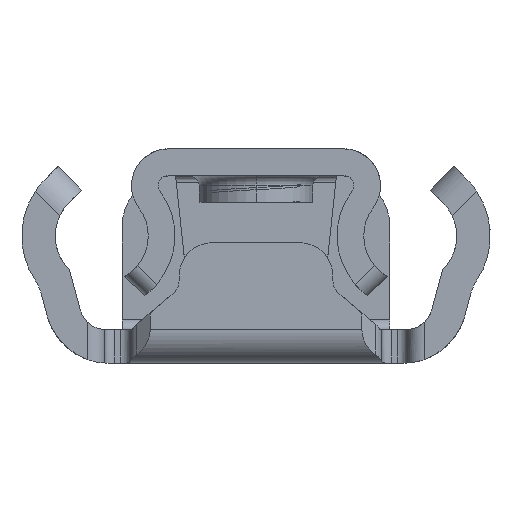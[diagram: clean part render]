
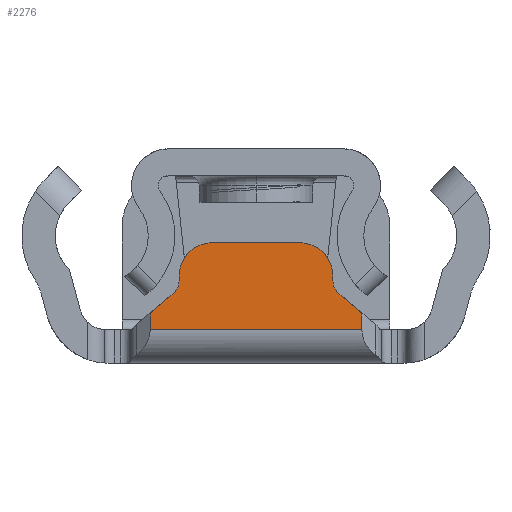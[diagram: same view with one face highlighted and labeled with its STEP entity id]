
A CAD part, left-side view. The second image highlights one B-rep face of the part: STEP entity #2276.
In plain terms, the highlighted planar face has unit normal (-1, 0, 0).
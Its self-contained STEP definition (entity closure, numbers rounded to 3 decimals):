
#74 = AXIS2_PLACEMENT_3D ( 'NONE', #4403, #3088, #3687 ) ;
#127 = VERTEX_POINT ( 'NONE', #1125 ) ;
#281 = VECTOR ( 'NONE', #6565, 1000. ) ;
#383 = DIRECTION ( 'NONE',  ( -1., 0., 0. ) ) ;
#431 = ORIENTED_EDGE ( 'NONE', *, *, #3769, .T. ) ;
#481 = LINE ( 'NONE', #4692, #5063 ) ;
#544 = AXIS2_PLACEMENT_3D ( 'NONE', #3031, #7212, #4896 ) ;
#701 = CARTESIAN_POINT ( 'NONE',  ( 1.5, 2.3, 2.6 ) ) ;
#780 = ORIENTED_EDGE ( 'NONE', *, *, #2060, .T. ) ;
#832 = EDGE_CURVE ( 'NONE', #3341, #2809, #4324, .T. ) ;
#844 = VECTOR ( 'NONE', #6835, 1000. ) ;
#854 = EDGE_CURVE ( 'NONE', #5934, #2861, #7275, .T. ) ;
#881 = CARTESIAN_POINT ( 'NONE',  ( 1.5, -3.163, 1.5 ) ) ;
#1110 = CARTESIAN_POINT ( 'NONE',  ( 1.5, -2.479, 2.075 ) ) ;
#1120 = DIRECTION ( 'NONE',  ( 0., 0., 1. ) ) ;
#1125 = CARTESIAN_POINT ( 'NONE',  ( 1.5, -2.3, 2.458 ) ) ;
#1163 = CARTESIAN_POINT ( 'NONE',  ( 1.5, -1.3, 2.6 ) ) ;
#1256 = EDGE_CURVE ( 'NONE', #2441, #5968, #2786, .T. ) ;
#1280 = PLANE ( 'NONE',  #74 ) ;
#1407 = VECTOR ( 'NONE', #7319, 1000. ) ;
#1515 = CARTESIAN_POINT ( 'NONE',  ( 1.5, 1.3, 3.6 ) ) ;
#1715 = DIRECTION ( 'NONE',  ( -1., 0., 0. ) ) ;
#1740 = EDGE_CURVE ( 'NONE', #127, #5951, #481, .T. ) ;
#1751 = DIRECTION ( 'NONE',  ( 0., 0., 1. ) ) ;
#1844 = CARTESIAN_POINT ( 'NONE',  ( 1.5, -2.3, 2.6 ) ) ;
#1852 = CARTESIAN_POINT ( 'NONE',  ( 1.5, 2.479, 2.075 ) ) ;
#1909 = EDGE_CURVE ( 'NONE', #3019, #3180, #5047, .T. ) ;
#1949 = FACE_OUTER_BOUND ( 'NONE', #5037, .T. ) ;
#2051 = ORIENTED_EDGE ( 'NONE', *, *, #854, .T. ) ;
#2060 = EDGE_CURVE ( 'NONE', #5951, #4388, #7512, .T. ) ;
#2105 = EDGE_CURVE ( 'NONE', #3180, #127, #3602, .T. ) ;
#2276 = ADVANCED_FACE ( 'NONE', ( #1949 ), #1280, .F. ) ;
#2284 = DIRECTION ( 'NONE',  ( 0., 0., 1. ) ) ;
#2394 = CARTESIAN_POINT ( 'NONE',  ( 1.5, 3.163, 1. ) ) ;
#2419 = CARTESIAN_POINT ( 'NONE',  ( 1.5, 2.479, 2.075 ) ) ;
#2441 = VERTEX_POINT ( 'NONE', #1515 ) ;
#2445 = EDGE_CURVE ( 'NONE', #2809, #5934, #4551, .T. ) ;
#2472 = CARTESIAN_POINT ( 'NONE',  ( 1.5, 2.3, 2.6 ) ) ;
#2507 = CARTESIAN_POINT ( 'NONE',  ( 1.5, -3.163, 5.877 ) ) ;
#2511 = ORIENTED_EDGE ( 'NONE', *, *, #3287, .T. ) ;
#2635 = CARTESIAN_POINT ( 'NONE',  ( 1.5, -2.479, 2.075 ) ) ;
#2786 = CIRCLE ( 'NONE', #7071, 1. ) ;
#2809 = VERTEX_POINT ( 'NONE', #6006 ) ;
#2861 = VERTEX_POINT ( 'NONE', #3915 ) ;
#2862 = VECTOR ( 'NONE', #4886, 1000. ) ;
#3019 = VERTEX_POINT ( 'NONE', #881 ) ;
#3031 = CARTESIAN_POINT ( 'NONE',  ( 1.5, 2.8, 2.458 ) ) ;
#3060 = LINE ( 'NONE', #2472, #2862 ) ;
#3088 = DIRECTION ( 'NONE',  ( 1., 0., 0. ) ) ;
#3095 = ORIENTED_EDGE ( 'NONE', *, *, #2445, .T. ) ;
#3135 = ORIENTED_EDGE ( 'NONE', *, *, #6257, .F. ) ;
#3180 = VERTEX_POINT ( 'NONE', #1110 ) ;
#3237 = VECTOR ( 'NONE', #4765, 1000. ) ;
#3287 = EDGE_CURVE ( 'NONE', #7104, #3341, #6333, .T. ) ;
#3341 = VERTEX_POINT ( 'NONE', #1852 ) ;
#3602 = CIRCLE ( 'NONE', #5369, 0.5 ) ;
#3651 = LINE ( 'NONE', #2507, #3837 ) ;
#3669 = VECTOR ( 'NONE', #5084, 1000. ) ;
#3687 = DIRECTION ( 'NONE',  ( 0., 0., -1. ) ) ;
#3769 = EDGE_CURVE ( 'NONE', #5968, #7104, #3060, .T. ) ;
#3778 = EDGE_CURVE ( 'NONE', #4388, #2441, #7284, .T. ) ;
#3837 = VECTOR ( 'NONE', #4836, 1000. ) ;
#3887 = CARTESIAN_POINT ( 'NONE',  ( 1.5, 3.163, 5.877 ) ) ;
#3915 = CARTESIAN_POINT ( 'NONE',  ( 1.5, -3.163, 1. ) ) ;
#4009 = ORIENTED_EDGE ( 'NONE', *, *, #832, .T. ) ;
#4055 = ORIENTED_EDGE ( 'NONE', *, *, #1909, .T. ) ;
#4092 = ORIENTED_EDGE ( 'NONE', *, *, #1256, .T. ) ;
#4324 = LINE ( 'NONE', #2419, #1407 ) ;
#4388 = VERTEX_POINT ( 'NONE', #5378 ) ;
#4403 = CARTESIAN_POINT ( 'NONE',  ( 1.5, 3.163, -0.5 ) ) ;
#4551 = LINE ( 'NONE', #3887, #844 ) ;
#4576 = CARTESIAN_POINT ( 'NONE',  ( 1.5, 2.3, 2.458 ) ) ;
#4692 = CARTESIAN_POINT ( 'NONE',  ( 1.5, -2.3, 2.6 ) ) ;
#4765 = DIRECTION ( 'NONE',  ( 0., 1., 0. ) ) ;
#4836 = DIRECTION ( 'NONE',  ( 0., 0., -1. ) ) ;
#4886 = DIRECTION ( 'NONE',  ( 0., 0., -1. ) ) ;
#4896 = DIRECTION ( 'NONE',  ( 0., 0., 1. ) ) ;
#5037 = EDGE_LOOP ( 'NONE', ( #3095, #2051, #3135, #4055, #7597, #5080, #780, #5233, #4092, #431, #2511, #4009 ) ) ;
#5047 = LINE ( 'NONE', #2635, #3669 ) ;
#5063 = VECTOR ( 'NONE', #2284, 1000. ) ;
#5080 = ORIENTED_EDGE ( 'NONE', *, *, #1740, .T. ) ;
#5084 = DIRECTION ( 'NONE',  ( 0., 0.766, 0.643 ) ) ;
#5233 = ORIENTED_EDGE ( 'NONE', *, *, #3778, .T. ) ;
#5369 = AXIS2_PLACEMENT_3D ( 'NONE', #6600, #5384, #7786 ) ;
#5378 = CARTESIAN_POINT ( 'NONE',  ( 1.5, -1.3, 3.6 ) ) ;
#5384 = DIRECTION ( 'NONE',  ( 1., 0., 0. ) ) ;
#5851 = CARTESIAN_POINT ( 'NONE',  ( 1.5, 1.3, 2.6 ) ) ;
#5934 = VERTEX_POINT ( 'NONE', #2394 ) ;
#5951 = VERTEX_POINT ( 'NONE', #1844 ) ;
#5968 = VERTEX_POINT ( 'NONE', #701 ) ;
#6006 = CARTESIAN_POINT ( 'NONE',  ( 1.5, 3.163, 1.5 ) ) ;
#6257 = EDGE_CURVE ( 'NONE', #3019, #2861, #3651, .T. ) ;
#6333 = CIRCLE ( 'NONE', #544, 0.5 ) ;
#6565 = DIRECTION ( 'NONE',  ( 0., -1., 0. ) ) ;
#6600 = CARTESIAN_POINT ( 'NONE',  ( 1.5, -2.8, 2.458 ) ) ;
#6619 = AXIS2_PLACEMENT_3D ( 'NONE', #1163, #1715, #1751 ) ;
#6650 = CARTESIAN_POINT ( 'NONE',  ( 1.5, -1.3, 3.6 ) ) ;
#6717 = CARTESIAN_POINT ( 'NONE',  ( 1.5, 3.163, 1. ) ) ;
#6835 = DIRECTION ( 'NONE',  ( 0., 0., -1. ) ) ;
#7071 = AXIS2_PLACEMENT_3D ( 'NONE', #5851, #383, #1120 ) ;
#7104 = VERTEX_POINT ( 'NONE', #4576 ) ;
#7212 = DIRECTION ( 'NONE',  ( 1., 0., 0. ) ) ;
#7275 = LINE ( 'NONE', #6717, #281 ) ;
#7284 = LINE ( 'NONE', #6650, #3237 ) ;
#7319 = DIRECTION ( 'NONE',  ( 0., 0.766, -0.643 ) ) ;
#7512 = CIRCLE ( 'NONE', #6619, 1. ) ;
#7597 = ORIENTED_EDGE ( 'NONE', *, *, #2105, .T. ) ;
#7786 = DIRECTION ( 'NONE',  ( 0., 0., 1. ) ) ;
